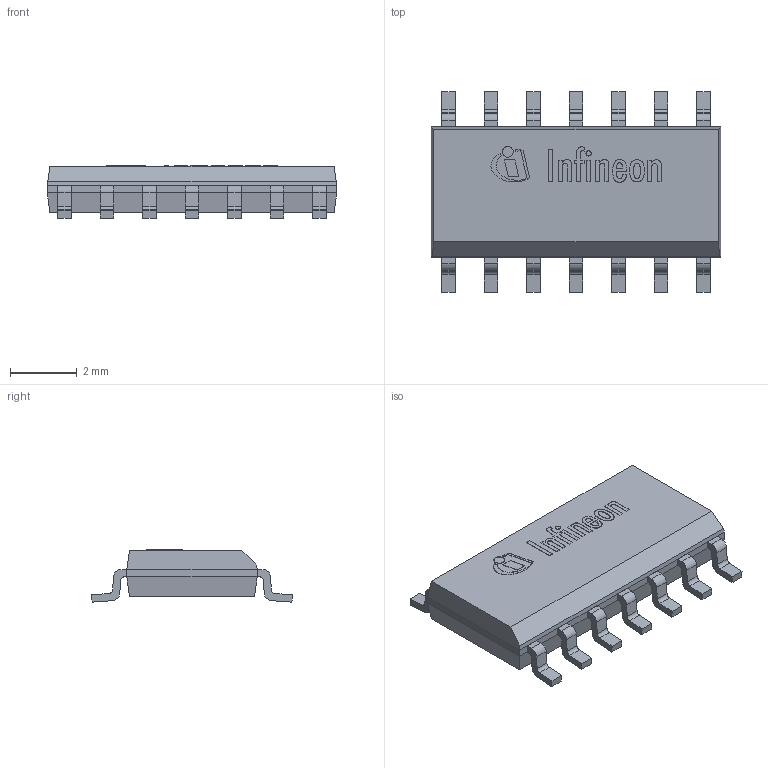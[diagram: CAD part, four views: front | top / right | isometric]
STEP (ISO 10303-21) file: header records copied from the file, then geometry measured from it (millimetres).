
FILE_DESCRIPTION(/* description */ (''),/* implementation_level */ '2;1');
FILE_NAME(/* name */ 'PG-DSO-14-903.stp',/* time_stamp */ '2018-05-21T10:58:15+08:00',/* author */ ('mdsaid'),/* organization */ (''),/* preprocessor_version */ 'ST-DEVELOPER v16.13',/* originating_system */ 'Autodesk Inventor 2018',/* authorisation */ '');
FILE_SCHEMA (('AUTOMOTIVE_DESIGN { 1 0 10303 214 3 1 1 }'));
Length unit declared in the file: millimetre
Products named in the file (6): PG-DSO-14-903; PG-DSO-14-903_LOWER_MOLD; PG-DSO-14-903_MIDDLE_MOLD; PG-DSO-14-903_UPPER_MOLD; PG-DSO-14-903_GULLWING; PG-DSO-14-903_LOGO
Assembly tree (18 placements, depth 2):
  PG-DSO-14-903
    PG-DSO-14-903_LOWER_MOLD
    PG-DSO-14-903_MIDDLE_MOLD
    PG-DSO-14-903_UPPER_MOLD
    PG-DSO-14-903_GULLWING  x14
    PG-DSO-14-903_LOGO
Bounding box: 8.65 x 6 x 1.56 mm (x, y, z)
Volume: 46.6 mm3; surface area: 265.5 mm2
Topology: 29 solids, 29 shells, 432 faces, 1122 edges, 748 vertices
Faces by surface type: plane 239, cylinder 193
Full cylindrical faces by diameter (mm): 0.156 x1, 0.323 x1
Entity records: 8122 total; most frequent: DIRECTION 1482, CARTESIAN_POINT 1362, ORIENTED_EDGE 1304, EDGE_CURVE 652, AXIS2_PLACEMENT_3D 556, VERTEX_POINT 436, LINE 370, VECTOR 370
